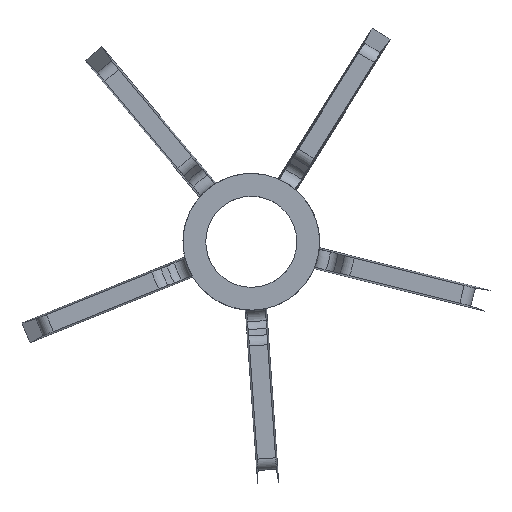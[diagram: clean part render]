
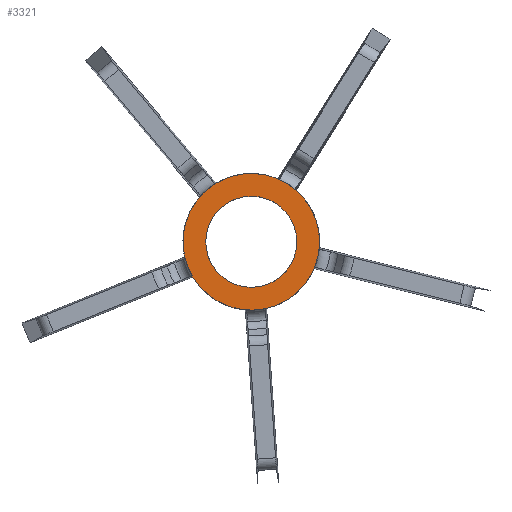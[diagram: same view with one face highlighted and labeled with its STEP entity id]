
A CAD part, front view. The second image highlights one B-rep face of the part: STEP entity #3321.
In plain terms, the highlighted planar face has unit normal (0, -1, 0).
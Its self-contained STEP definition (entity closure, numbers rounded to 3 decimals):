
#3321 = ADVANCED_FACE('',(#3322,#3363),#3337,.T.);
#3322 = FACE_BOUND('',#3323,.T.);
#3323 = EDGE_LOOP('',(#3324,#3348));
#3324 = ORIENTED_EDGE('',*,*,#3325,.T.);
#3325 = EDGE_CURVE('',#3326,#3328,#3330,.T.);
#3326 = VERTEX_POINT('',#3327);
#3327 = CARTESIAN_POINT('',(1399.238,-755.195,
    1535.197));
#3328 = VERTEX_POINT('',#3329);
#3329 = CARTESIAN_POINT('',(1394.369,-755.195,
    1531.723));
#3330 = SURFACE_CURVE('',#3331,(#3336),.PCURVE_S1.);
#3331 = CIRCLE('',#3332,3.);
#3332 = AXIS2_PLACEMENT_3D('',#3333,#3334,#3335);
#3333 = CARTESIAN_POINT('',(1396.94,-755.195,
    1533.269));
#3334 = DIRECTION('',(0.,-1.,0.));
#3335 = DIRECTION('',(0.766,0.,0.643));
#3336 = PCURVE('',#3337,#3342);
#3337 = PLANE('',#3338);
#3338 = AXIS2_PLACEMENT_3D('',#3339,#3340,#3341);
#3339 = CARTESIAN_POINT('',(1396.94,-755.195,
    1533.269));
#3340 = DIRECTION('',(0.,-1.,0.));
#3341 = DIRECTION('',(0.766,0.,0.643));
#3342 = DEFINITIONAL_REPRESENTATION('',(#3343),#3347);
#3343 = CIRCLE('',#3344,3.);
#3344 = AXIS2_PLACEMENT_2D('',#3345,#3346);
#3345 = CARTESIAN_POINT('',(0.,0.));
#3346 = DIRECTION('',(1.,0.));
#3347 = ( GEOMETRIC_REPRESENTATION_CONTEXT(2) 
PARAMETRIC_REPRESENTATION_CONTEXT() REPRESENTATION_CONTEXT('2D SPACE',''
  ) );
#3348 = ORIENTED_EDGE('',*,*,#3349,.T.);
#3349 = EDGE_CURVE('',#3328,#3326,#3350,.T.);
#3350 = SURFACE_CURVE('',#3351,(#3356),.PCURVE_S1.);
#3351 = CIRCLE('',#3352,3.);
#3352 = AXIS2_PLACEMENT_3D('',#3353,#3354,#3355);
#3353 = CARTESIAN_POINT('',(1396.94,-755.195,
    1533.269));
#3354 = DIRECTION('',(0.,-1.,0.));
#3355 = DIRECTION('',(0.766,0.,0.643));
#3356 = PCURVE('',#3337,#3357);
#3357 = DEFINITIONAL_REPRESENTATION('',(#3358),#3362);
#3358 = CIRCLE('',#3359,3.);
#3359 = AXIS2_PLACEMENT_2D('',#3360,#3361);
#3360 = CARTESIAN_POINT('',(0.,0.));
#3361 = DIRECTION('',(1.,0.));
#3362 = ( GEOMETRIC_REPRESENTATION_CONTEXT(2) 
PARAMETRIC_REPRESENTATION_CONTEXT() REPRESENTATION_CONTEXT('2D SPACE',''
  ) );
#3363 = FACE_BOUND('',#3364,.T.);
#3364 = EDGE_LOOP('',(#3365,#3384));
#3365 = ORIENTED_EDGE('',*,*,#3366,.F.);
#3366 = EDGE_CURVE('',#3367,#3369,#3371,.T.);
#3367 = VERTEX_POINT('',#3368);
#3368 = CARTESIAN_POINT('',(1398.472,-755.195,
    1534.554));
#3369 = VERTEX_POINT('',#3370);
#3370 = CARTESIAN_POINT('',(1395.408,-755.195,
    1531.983));
#3371 = SURFACE_CURVE('',#3372,(#3377),.PCURVE_S1.);
#3372 = CIRCLE('',#3373,2.);
#3373 = AXIS2_PLACEMENT_3D('',#3374,#3375,#3376);
#3374 = CARTESIAN_POINT('',(1396.94,-755.195,
    1533.269));
#3375 = DIRECTION('',(0.,-1.,0.));
#3376 = DIRECTION('',(0.766,0.,0.643));
#3377 = PCURVE('',#3337,#3378);
#3378 = DEFINITIONAL_REPRESENTATION('',(#3379),#3383);
#3379 = CIRCLE('',#3380,2.);
#3380 = AXIS2_PLACEMENT_2D('',#3381,#3382);
#3381 = CARTESIAN_POINT('',(0.,0.));
#3382 = DIRECTION('',(1.,0.));
#3383 = ( GEOMETRIC_REPRESENTATION_CONTEXT(2) 
PARAMETRIC_REPRESENTATION_CONTEXT() REPRESENTATION_CONTEXT('2D SPACE',''
  ) );
#3384 = ORIENTED_EDGE('',*,*,#3385,.F.);
#3385 = EDGE_CURVE('',#3369,#3367,#3386,.T.);
#3386 = SURFACE_CURVE('',#3387,(#3392),.PCURVE_S1.);
#3387 = CIRCLE('',#3388,2.);
#3388 = AXIS2_PLACEMENT_3D('',#3389,#3390,#3391);
#3389 = CARTESIAN_POINT('',(1396.94,-755.195,
    1533.269));
#3390 = DIRECTION('',(0.,-1.,0.));
#3391 = DIRECTION('',(0.766,0.,0.643));
#3392 = PCURVE('',#3337,#3393);
#3393 = DEFINITIONAL_REPRESENTATION('',(#3394),#3398);
#3394 = CIRCLE('',#3395,2.);
#3395 = AXIS2_PLACEMENT_2D('',#3396,#3397);
#3396 = CARTESIAN_POINT('',(0.,0.));
#3397 = DIRECTION('',(1.,0.));
#3398 = ( GEOMETRIC_REPRESENTATION_CONTEXT(2) 
PARAMETRIC_REPRESENTATION_CONTEXT() REPRESENTATION_CONTEXT('2D SPACE',''
  ) );
